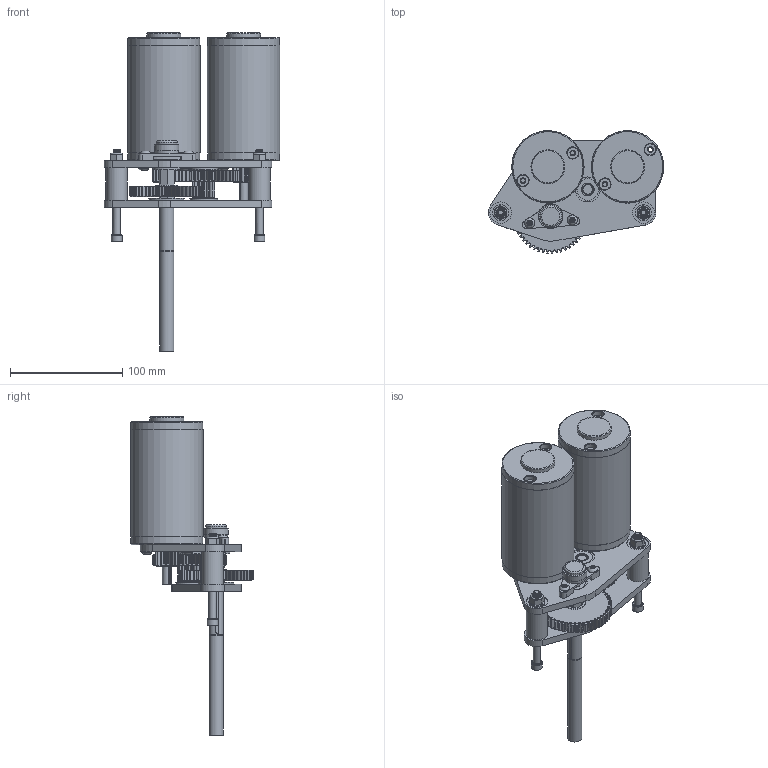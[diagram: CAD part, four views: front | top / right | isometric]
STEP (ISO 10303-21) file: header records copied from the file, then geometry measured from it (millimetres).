
FILE_DESCRIPTION((''),'2;1');
FILE_NAME('tbox_adapter_asm_dead_axle.stp','2011-12-06T22:39:06',('ajlapp'),(''),'Autodesk Inventor 2012','Autodesk Inventor 2012','');
FILE_SCHEMA(('AUTOMOTIVE_DESIGN { 1 0 10303 214 1 1 1 1 }'));
Length unit declared in the file: inch
Products named in the file (17): tbox_adapter_asm_dead_axle_reverse; tbox_adapter_outside; CIM motor; brf-06; AM-0145 Large Output Gear 50T; AM-0145 Large Cluster Gear 50T; AM-0145 Small Cluster Gear 14T; AM-0145 Small Hex Shaft; AM-0145 Output Shaft_long; bhcs_91255A242; AM_encoder_mount; e4p-250-250_encoder; tbox_adapter_inside; brf-08; TBox_live_trans_standoff_1; 93298A110; 91251A554
Assembly tree (29 placements, depth 2):
  tbox_adapter_asm_dead_axle_reverse
    tbox_adapter_outside
    CIM motor  x2
    brf-06  x3
    AM-0145 Large Output Gear 50T
    AM-0145 Large Cluster Gear 50T
    AM-0145 Small Cluster Gear 14T  x3
    AM-0145 Small Hex Shaft
    AM-0145 Output Shaft_long
    bhcs_91255A242  x6
    AM_encoder_mount
    e4p-250-250_encoder
    tbox_adapter_inside
    brf-08
    TBox_live_trans_standoff_1  x2
    93298A110  x2
    91251A554  x2
Bounding box: 156.19 x 109.03 x 283.06 mm (x, y, z)
Volume: 917931.8 mm3; surface area: 170705.5 mm2
Topology: 31 solids, 31 shells, 2157 faces, 6114 edges, 4106 vertices
Faces by surface type: cylinder 1175, cone 619, plane 328, torus 22, bspline 7, sphere 6
Full cylindrical faces by diameter (mm): 1.941 x2, 2.381 x1, 2.489 x2, 3.962 x10, 4.056 x66, 4.826 x60, 4.978 x1, 5.08 x4, 5.207 x2, 5.22 x2, 5.334 x4, 5.387 x8, 6.35 x10, 6.604 x6, 6.843 x2, 7.95 x2, 9.169 x6, 9.525 x8, 9.906 x4, 10.16 x2, 11.506 x6, 12.7 x3, 14.224 x2, 14.732 x1, 15.875 x2, 16.256 x2, 18.898 x1, 19.05 x13, 19.177 x8, 20.93 x1
Entity records: 51520 total; most frequent: CARTESIAN_POINT 15975, DIRECTION 7604, ORIENTED_EDGE 7400, EDGE_CURVE 3700, AXIS2_PLACEMENT_3D 3342, VERTEX_POINT 2607, CIRCLE 1950, EDGE_LOOP 1627
